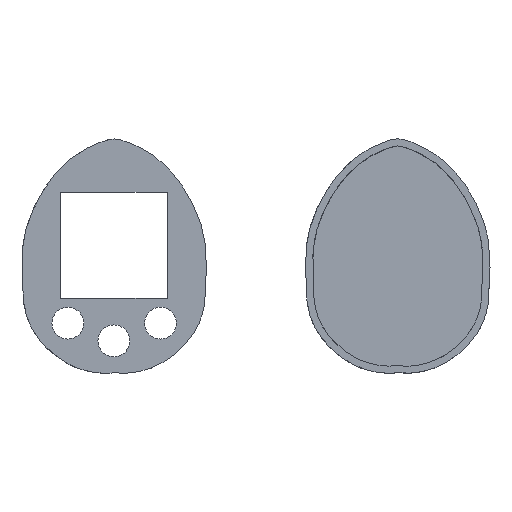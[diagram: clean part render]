
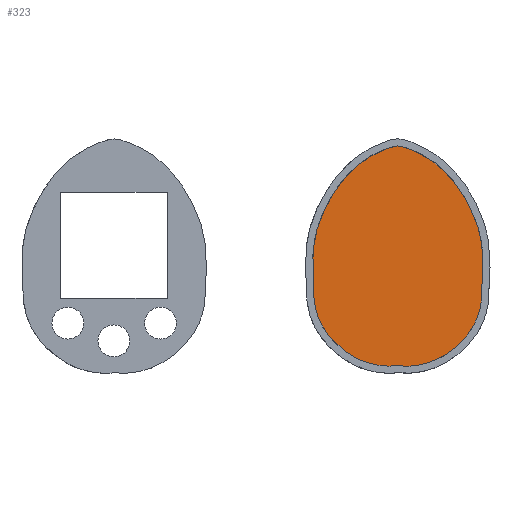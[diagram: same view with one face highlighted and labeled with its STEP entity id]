
A CAD part, top view. The second image highlights one B-rep face of the part: STEP entity #323.
In plain terms, the highlighted planar face has unit normal (0, 0, 1).
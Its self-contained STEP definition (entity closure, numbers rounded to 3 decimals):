
#48=PLANE('',#352);
#63=FACE_OUTER_BOUND('',#84,.T.);
#84=EDGE_LOOP('',(#254,#255));
#151=B_SPLINE_CURVE_WITH_KNOTS('',3,(#990,#991,#992,#993,#994,#995,#996,
#997,#998,#999,#1000,#1001,#1002,#1003,#1004,#1005,#1006,#1007,#1008,#1009,
#1010,#1011,#1012,#1013,#1014,#1015,#1016,#1017,#1018,#1019,#1020,#1021,
#1022,#1023,#1024,#1025,#1026,#1027,#1028,#1029,#1030,#1031,#1032),
 .UNSPECIFIED.,.F.,.F.,(4,3,3,3,3,3,3,3,3,3,3,3,3,3,4),(-0.996,
-0.927,-0.86,-0.778,-0.704,
-0.641,-0.576,-0.489,-0.419,
-0.345,-0.266,-0.175,-0.042,
0.,0.004),.UNSPECIFIED.);
#154=B_SPLINE_CURVE_WITH_KNOTS('',3,(#1131,#1132,#1133,#1134,#1135,#1136,
#1137,#1138,#1139,#1140,#1141,#1142,#1143,#1144,#1145,#1146,#1147,#1148,
#1149,#1150,#1151,#1152,#1153,#1154,#1155,#1156,#1157,#1158,#1159,#1160,
#1161,#1162,#1163,#1164,#1165,#1166,#1167,#1168,#1169,#1170,#1171,#1172,
#1173),.UNSPECIFIED.,.F.,.F.,(4,3,3,3,3,3,3,3,3,3,3,3,3,3,4),(-0.004,
0.,0.106,0.193,0.294,0.377,
0.454,0.525,0.59,0.675,
0.737,0.817,0.879,0.956,
0.996),.UNSPECIFIED.);
#161=VERTEX_POINT('',#988);
#162=VERTEX_POINT('',#989);
#191=EDGE_CURVE('',#161,#162,#151,.T.);
#194=EDGE_CURVE('',#162,#161,#154,.T.);
#254=ORIENTED_EDGE('',*,*,#191,.T.);
#255=ORIENTED_EDGE('',*,*,#194,.T.);
#323=ADVANCED_FACE('',(#63),#48,.T.);
#352=AXIS2_PLACEMENT_3D('',#1538,#377,#378);
#377=DIRECTION('center_axis',(0.,0.,1.));
#378=DIRECTION('ref_axis',(1.,0.,0.));
#988=CARTESIAN_POINT('',(80.08,27.991,3.));
#989=CARTESIAN_POINT('',(80.08,-33.985,3.));
#990=CARTESIAN_POINT('Ctrl Pts',(80.08,27.991,3.));
#991=CARTESIAN_POINT('Ctrl Pts',(79.151,27.891,3.));
#992=CARTESIAN_POINT('Ctrl Pts',(77.794,27.535,3.));
#993=CARTESIAN_POINT('Ctrl Pts',(76.231,26.916,3.));
#994=CARTESIAN_POINT('Ctrl Pts',(74.714,26.315,3.));
#995=CARTESIAN_POINT('Ctrl Pts',(73.043,25.488,3.));
#996=CARTESIAN_POINT('Ctrl Pts',(71.607,24.6,3.));
#997=CARTESIAN_POINT('Ctrl Pts',(69.87,23.525,3.));
#998=CARTESIAN_POINT('Ctrl Pts',(68.495,22.391,3.));
#999=CARTESIAN_POINT('Ctrl Pts',(67.162,21.107,3.));
#1000=CARTESIAN_POINT('Ctrl Pts',(65.947,19.935,3.));
#1001=CARTESIAN_POINT('Ctrl Pts',(64.737,18.631,3.));
#1002=CARTESIAN_POINT('Ctrl Pts',(63.392,16.801,3.));
#1003=CARTESIAN_POINT('Ctrl Pts',(62.238,15.232,3.));
#1004=CARTESIAN_POINT('Ctrl Pts',(60.985,13.239,3.));
#1005=CARTESIAN_POINT('Ctrl Pts',(59.856,10.995,3.));
#1006=CARTESIAN_POINT('Ctrl Pts',(58.704,8.705,3.));
#1007=CARTESIAN_POINT('Ctrl Pts',(57.721,6.204,3.));
#1008=CARTESIAN_POINT('Ctrl Pts',(57.101,3.83,3.));
#1009=CARTESIAN_POINT('Ctrl Pts',(56.275,0.668,3.));
#1010=CARTESIAN_POINT('Ctrl Pts',(56.087,-2.267,3.));
#1011=CARTESIAN_POINT('Ctrl Pts',(56.066,-5.259,3.));
#1012=CARTESIAN_POINT('Ctrl Pts',(56.049,-7.696,3.));
#1013=CARTESIAN_POINT('Ctrl Pts',(56.087,-10.197,3.));
#1014=CARTESIAN_POINT('Ctrl Pts',(56.218,-12.61,3.));
#1015=CARTESIAN_POINT('Ctrl Pts',(56.355,-15.157,3.));
#1016=CARTESIAN_POINT('Ctrl Pts',(56.658,-17.559,3.));
#1017=CARTESIAN_POINT('Ctrl Pts',(57.374,-19.719,3.));
#1018=CARTESIAN_POINT('Ctrl Pts',(58.132,-22.006,3.));
#1019=CARTESIAN_POINT('Ctrl Pts',(59.362,-24.091,3.));
#1020=CARTESIAN_POINT('Ctrl Pts',(60.981,-25.999,3.));
#1021=CARTESIAN_POINT('Ctrl Pts',(62.861,-28.212,3.));
#1022=CARTESIAN_POINT('Ctrl Pts',(65.212,-30.141,3.));
#1023=CARTESIAN_POINT('Ctrl Pts',(67.562,-31.476,3.));
#1024=CARTESIAN_POINT('Ctrl Pts',(70.975,-33.416,3.));
#1025=CARTESIAN_POINT('Ctrl Pts',(74.418,-34.09,3.));
#1026=CARTESIAN_POINT('Ctrl Pts',(77.277,-34.151,3.));
#1027=CARTESIAN_POINT('Ctrl Pts',(78.19,-34.171,3.));
#1028=CARTESIAN_POINT('Ctrl Pts',(79.038,-34.125,3.));
#1029=CARTESIAN_POINT('Ctrl Pts',(79.813,-34.021,3.));
#1030=CARTESIAN_POINT('Ctrl Pts',(79.902,-34.009,3.));
#1031=CARTESIAN_POINT('Ctrl Pts',(79.991,-33.997,3.));
#1032=CARTESIAN_POINT('Ctrl Pts',(80.08,-33.985,3.));
#1131=CARTESIAN_POINT('Ctrl Pts',(80.08,-33.985,3.));
#1132=CARTESIAN_POINT('Ctrl Pts',(80.169,-33.997,3.));
#1133=CARTESIAN_POINT('Ctrl Pts',(80.258,-34.009,3.));
#1134=CARTESIAN_POINT('Ctrl Pts',(80.347,-34.021,3.));
#1135=CARTESIAN_POINT('Ctrl Pts',(82.292,-34.283,3.));
#1136=CARTESIAN_POINT('Ctrl Pts',(84.737,-34.202,3.));
#1137=CARTESIAN_POINT('Ctrl Pts',(87.364,-33.563,3.));
#1138=CARTESIAN_POINT('Ctrl Pts',(89.509,-33.041,3.));
#1139=CARTESIAN_POINT('Ctrl Pts',(91.779,-32.093,3.));
#1140=CARTESIAN_POINT('Ctrl Pts',(93.992,-30.615,3.));
#1141=CARTESIAN_POINT('Ctrl Pts',(96.567,-28.896,3.));
#1142=CARTESIAN_POINT('Ctrl Pts',(99.031,-26.524,3.));
#1143=CARTESIAN_POINT('Ctrl Pts',(100.75,-23.907,3.));
#1144=CARTESIAN_POINT('Ctrl Pts',(102.158,-21.762,3.));
#1145=CARTESIAN_POINT('Ctrl Pts',(103.047,-19.437,3.));
#1146=CARTESIAN_POINT('Ctrl Pts',(103.502,-16.824,3.));
#1147=CARTESIAN_POINT('Ctrl Pts',(103.93,-14.361,3.));
#1148=CARTESIAN_POINT('Ctrl Pts',(104.013,-11.638,3.));
#1149=CARTESIAN_POINT('Ctrl Pts',(104.065,-8.909,3.));
#1150=CARTESIAN_POINT('Ctrl Pts',(104.111,-6.427,3.));
#1151=CARTESIAN_POINT('Ctrl Pts',(104.146,-3.986,3.));
#1152=CARTESIAN_POINT('Ctrl Pts',(103.952,-1.536,3.));
#1153=CARTESIAN_POINT('Ctrl Pts',(103.775,0.694,3.));
#1154=CARTESIAN_POINT('Ctrl Pts',(103.369,2.987,3.));
#1155=CARTESIAN_POINT('Ctrl Pts',(102.611,5.381,3.));
#1156=CARTESIAN_POINT('Ctrl Pts',(101.606,8.554,3.));
#1157=CARTESIAN_POINT('Ctrl Pts',(99.992,11.84,3.));
#1158=CARTESIAN_POINT('Ctrl Pts',(98.38,14.42,3.));
#1159=CARTESIAN_POINT('Ctrl Pts',(97.21,16.293,3.));
#1160=CARTESIAN_POINT('Ctrl Pts',(96.074,17.775,3.));
#1161=CARTESIAN_POINT('Ctrl Pts',(95.025,18.979,3.));
#1162=CARTESIAN_POINT('Ctrl Pts',(93.678,20.522,3.));
#1163=CARTESIAN_POINT('Ctrl Pts',(92.447,21.707,3.));
#1164=CARTESIAN_POINT('Ctrl Pts',(91.034,22.845,3.));
#1165=CARTESIAN_POINT('Ctrl Pts',(89.942,23.724,3.));
#1166=CARTESIAN_POINT('Ctrl Pts',(88.693,24.566,3.));
#1167=CARTESIAN_POINT('Ctrl Pts',(87.287,25.336,3.));
#1168=CARTESIAN_POINT('Ctrl Pts',(85.51,26.309,3.));
#1169=CARTESIAN_POINT('Ctrl Pts',(83.558,27.127,3.));
#1170=CARTESIAN_POINT('Ctrl Pts',(82.043,27.573,3.));
#1171=CARTESIAN_POINT('Ctrl Pts',(81.274,27.8,3.));
#1172=CARTESIAN_POINT('Ctrl Pts',(80.609,27.935,3.));
#1173=CARTESIAN_POINT('Ctrl Pts',(80.08,27.991,3.));
#1538=CARTESIAN_POINT('Origin',(80.08,-3.088,3.));
